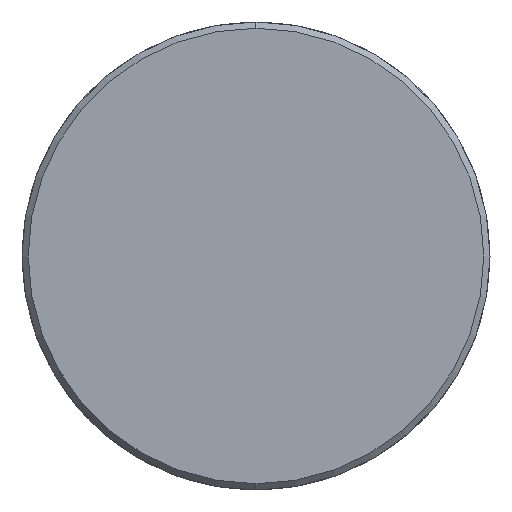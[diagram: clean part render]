
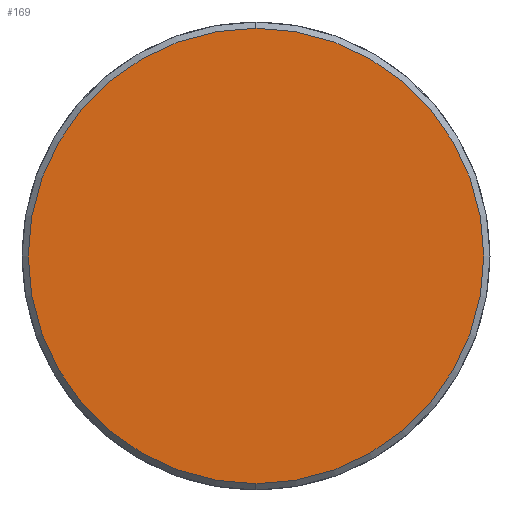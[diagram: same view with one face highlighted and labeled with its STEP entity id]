
A CAD part, left-side view. The second image highlights one B-rep face of the part: STEP entity #169.
In plain terms, the highlighted planar face has unit normal (-1, 0, 0).
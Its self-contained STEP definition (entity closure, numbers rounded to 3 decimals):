
#169 = ADVANCED_FACE ( 'NONE', ( #1054 ), #4684, .T. ) ;
#312 = VERTEX_POINT ( 'NONE', #2820 ) ;
#578 = AXIS2_PLACEMENT_3D ( 'NONE', #1111, #4210, #1877 ) ;
#683 = CIRCLE ( 'NONE', #1705, 91.5 ) ;
#1054 = FACE_OUTER_BOUND ( 'NONE', #1124, .T. ) ;
#1111 = CARTESIAN_POINT ( 'NONE',  ( -199.85, -92.598, -92.598 ) ) ;
#1124 = EDGE_LOOP ( 'NONE', ( #1958, #3623 ) ) ;
#1159 = DIRECTION ( 'NONE',  ( -1., 0., 0. ) ) ;
#1366 = EDGE_CURVE ( 'NONE', #4571, #312, #3239, .T. ) ;
#1382 = AXIS2_PLACEMENT_3D ( 'NONE', #3520, #4262, #3486 ) ;
#1705 = AXIS2_PLACEMENT_3D ( 'NONE', #2353, #1159, #3063 ) ;
#1877 = DIRECTION ( 'NONE',  ( 0., 0., 1. ) ) ;
#1958 = ORIENTED_EDGE ( 'NONE', *, *, #1366, .T. ) ;
#2353 = CARTESIAN_POINT ( 'NONE',  ( -199.85, 0., 0. ) ) ;
#2820 = CARTESIAN_POINT ( 'NONE',  ( -199.85, 0., 91.5 ) ) ;
#3063 = DIRECTION ( 'NONE',  ( 0., 0., -1. ) ) ;
#3239 = CIRCLE ( 'NONE', #1382, 91.5 ) ;
#3486 = DIRECTION ( 'NONE',  ( 0., 0., -1. ) ) ;
#3520 = CARTESIAN_POINT ( 'NONE',  ( -199.85, 0., 0. ) ) ;
#3623 = ORIENTED_EDGE ( 'NONE', *, *, #4865, .T. ) ;
#4210 = DIRECTION ( 'NONE',  ( -1., 0., 0. ) ) ;
#4262 = DIRECTION ( 'NONE',  ( -1., 0., 0. ) ) ;
#4390 = CARTESIAN_POINT ( 'NONE',  ( -199.85, 0., -91.5 ) ) ;
#4571 = VERTEX_POINT ( 'NONE', #4390 ) ;
#4684 = PLANE ( 'NONE',  #578 ) ;
#4865 = EDGE_CURVE ( 'NONE', #312, #4571, #683, .T. ) ;
